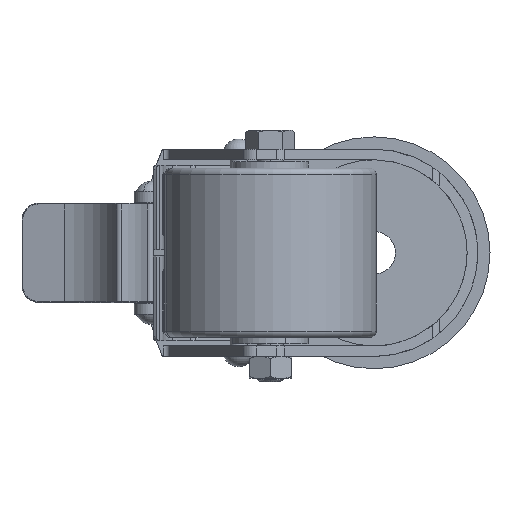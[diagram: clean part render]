
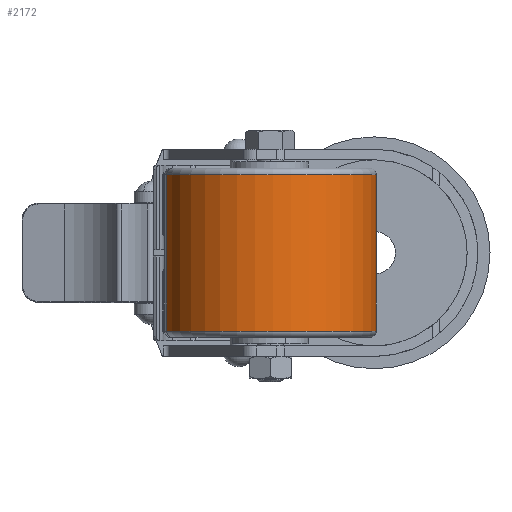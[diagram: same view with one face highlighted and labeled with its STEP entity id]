
A CAD part, front view. The second image highlights one B-rep face of the part: STEP entity #2172.
In plain terms, the highlighted cylindrical face has radius 25 mm (diameter 50 mm), a partial arc.
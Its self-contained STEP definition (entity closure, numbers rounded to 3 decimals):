
#254 = CARTESIAN_POINT ( 'NONE',  ( 0.002, -29.034, 18.5 ) ) ;
#658 = EDGE_CURVE ( 'NONE', #8892, #11749, #2359, .T. ) ;
#751 = VERTEX_POINT ( 'NONE', #3271 ) ;
#833 = EDGE_LOOP ( 'NONE', ( #15599, #16662, #9182, #14536 ) ) ;
#1380 = EDGE_CURVE ( 'NONE', #11749, #8862, #15365, .T. ) ;
#1505 = VECTOR ( 'NONE', #16213, 1000. ) ;
#1739 = CARTESIAN_POINT ( 'NONE',  ( -24.5, -34., 0. ) ) ;
#2109 = VECTOR ( 'NONE', #16277, 1000. ) ;
#2172 = ADVANCED_FACE ( 'NONE', ( #10080 ), #16282, .T. ) ;
#2359 = LINE ( 'NONE', #10446, #1505 ) ;
#3271 = CARTESIAN_POINT ( 'NONE',  ( 0.002, -29.034, -18.5 ) ) ;
#3402 = DIRECTION ( 'NONE',  ( -0.98, -0.199, 0. ) ) ;
#4651 = DIRECTION ( 'NONE',  ( 0., 0., 1. ) ) ;
#4953 = DIRECTION ( 'NONE',  ( -0.98, -0.199, 0. ) ) ;
#6048 = AXIS2_PLACEMENT_3D ( 'NONE', #10641, #10199, #4953 ) ;
#7061 = AXIS2_PLACEMENT_3D ( 'NONE', #9171, #4651, #3402 ) ;
#8862 = VERTEX_POINT ( 'NONE', #254 ) ;
#8876 = AXIS2_PLACEMENT_3D ( 'NONE', #1739, #14551, #12869 ) ;
#8892 = VERTEX_POINT ( 'NONE', #16082 ) ;
#9171 = CARTESIAN_POINT ( 'NONE',  ( -24.5, -34., 18.5 ) ) ;
#9182 = ORIENTED_EDGE ( 'NONE', *, *, #1380, .F. ) ;
#10080 = FACE_OUTER_BOUND ( 'NONE', #833, .T. ) ;
#10199 = DIRECTION ( 'NONE',  ( 0., 0., 1. ) ) ;
#10446 = CARTESIAN_POINT ( 'NONE',  ( -49.002, -38.966, 0. ) ) ;
#10641 = CARTESIAN_POINT ( 'NONE',  ( -24.5, -34., -18.5 ) ) ;
#11040 = CIRCLE ( 'NONE', #6048, 25. ) ;
#11749 = VERTEX_POINT ( 'NONE', #16043 ) ;
#12869 = DIRECTION ( 'NONE',  ( -0.98, -0.199, 0. ) ) ;
#13019 = LINE ( 'NONE', #13038, #2109 ) ;
#13038 = CARTESIAN_POINT ( 'NONE',  ( 0.002, -29.034, 0. ) ) ;
#13192 = EDGE_CURVE ( 'NONE', #8892, #751, #11040, .T. ) ;
#13226 = EDGE_CURVE ( 'NONE', #751, #8862, #13019, .T. ) ;
#14536 = ORIENTED_EDGE ( 'NONE', *, *, #658, .F. ) ;
#14551 = DIRECTION ( 'NONE',  ( 0., 0., 1. ) ) ;
#15365 = CIRCLE ( 'NONE', #7061, 25. ) ;
#15599 = ORIENTED_EDGE ( 'NONE', *, *, #13192, .T. ) ;
#16043 = CARTESIAN_POINT ( 'NONE',  ( -49.002, -38.966, 18.5 ) ) ;
#16082 = CARTESIAN_POINT ( 'NONE',  ( -49.002, -38.966, -18.5 ) ) ;
#16213 = DIRECTION ( 'NONE',  ( 0., 0., 1. ) ) ;
#16277 = DIRECTION ( 'NONE',  ( 0., 0., 1. ) ) ;
#16282 = CYLINDRICAL_SURFACE ( 'NONE', #8876, 25. ) ;
#16662 = ORIENTED_EDGE ( 'NONE', *, *, #13226, .T. ) ;
